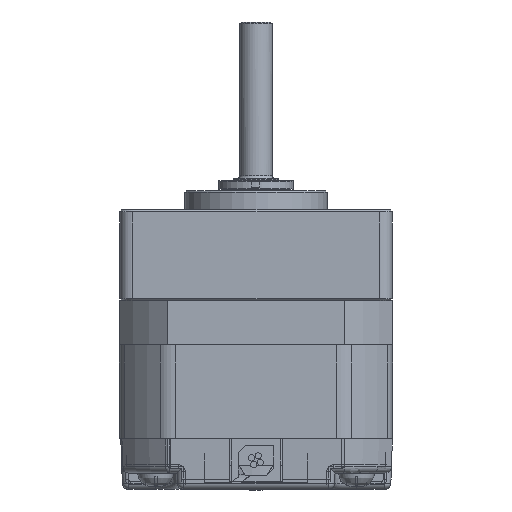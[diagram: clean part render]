
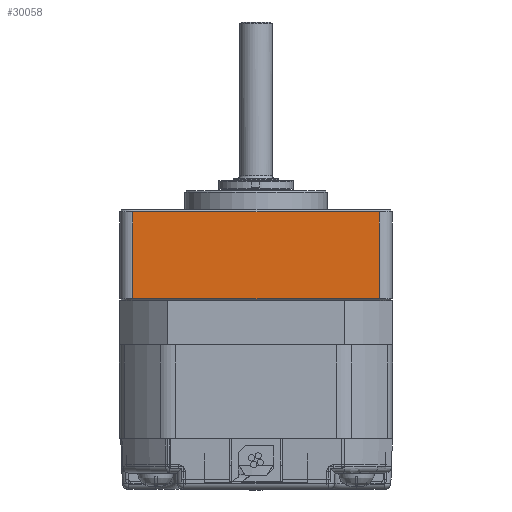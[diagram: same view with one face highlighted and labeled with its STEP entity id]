
A CAD part, front view. The second image highlights one B-rep face of the part: STEP entity #30058.
In plain terms, the highlighted planar face has unit normal (0, -1, 0).
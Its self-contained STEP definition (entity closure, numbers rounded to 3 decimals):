
#5272=FACE_OUTER_BOUND('',#7263,.T.);
#7263=EDGE_LOOP('',(#26799,#26800,#26801,#26802));
#9572=LINE('',#53107,#11793);
#9573=LINE('',#53109,#11794);
#9574=LINE('',#53111,#11795);
#9575=LINE('',#53112,#11796);
#11793=VECTOR('',#43411,13.4);
#11794=VECTOR('',#43412,38.);
#11795=VECTOR('',#43413,13.4);
#11796=VECTOR('',#43414,38.);
#14491=VERTEX_POINT('',#53105);
#14492=VERTEX_POINT('',#53106);
#14493=VERTEX_POINT('',#53108);
#14494=VERTEX_POINT('',#53110);
#18663=EDGE_CURVE('',#14491,#14492,#9572,.T.);
#18664=EDGE_CURVE('',#14492,#14493,#9573,.T.);
#18665=EDGE_CURVE('',#14493,#14494,#9574,.F.);
#18666=EDGE_CURVE('',#14494,#14491,#9575,.T.);
#26799=ORIENTED_EDGE('',*,*,#18663,.T.);
#26800=ORIENTED_EDGE('',*,*,#18664,.T.);
#26801=ORIENTED_EDGE('',*,*,#18665,.T.);
#26802=ORIENTED_EDGE('',*,*,#18666,.T.);
#28580=PLANE('',#34448);
#30058=ADVANCED_FACE('',(#5272),#28580,.F.);
#34448=AXIS2_PLACEMENT_3D('',#53104,#43409,#43410);
#43409=DIRECTION('center_axis',(0.,1.,0.));
#43410=DIRECTION('ref_axis',(0.,0.,1.));
#43411=DIRECTION('',(0.,0.,-1.));
#43412=DIRECTION('',(1.,0.,0.));
#43413=DIRECTION('',(0.,0.,-1.));
#43414=DIRECTION('',(-1.,0.,0.));
#53104=CARTESIAN_POINT('Origin',(-21.,-21.,14.));
#53105=CARTESIAN_POINT('',(-19.,-21.,13.7));
#53106=CARTESIAN_POINT('',(-19.,-21.,0.3));
#53107=CARTESIAN_POINT('',(-19.,-21.,13.7));
#53108=CARTESIAN_POINT('',(19.,-21.,0.3));
#53109=CARTESIAN_POINT('',(-19.,-21.,0.3));
#53110=CARTESIAN_POINT('',(19.,-21.,13.7));
#53111=CARTESIAN_POINT('',(19.,-21.,13.7));
#53112=CARTESIAN_POINT('',(19.,-21.,13.7));
